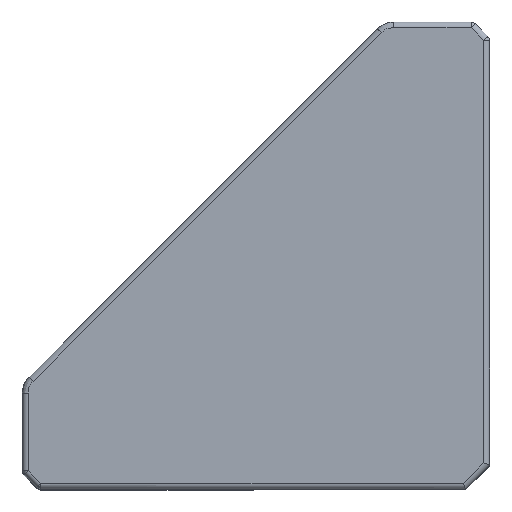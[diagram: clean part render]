
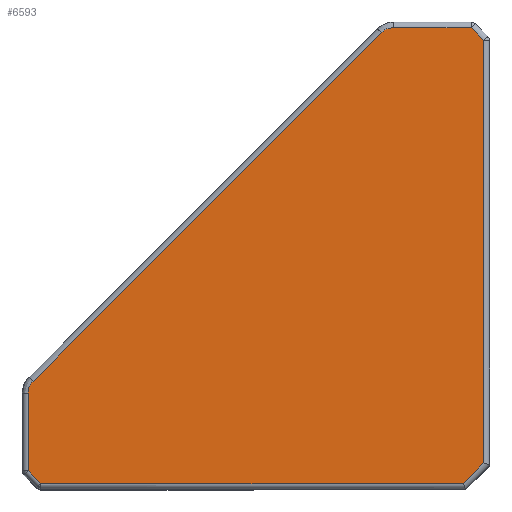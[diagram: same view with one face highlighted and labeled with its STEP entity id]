
A CAD part, top view. The second image highlights one B-rep face of the part: STEP entity #6593.
In plain terms, the highlighted planar face has unit normal (0, 0, 1).
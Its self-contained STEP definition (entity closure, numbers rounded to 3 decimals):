
#166 = DIRECTION ( 'NONE',  ( 1., 0., 0. ) ) ;
#177 = DIRECTION ( 'NONE',  ( 0., 0., 1. ) ) ;
#199 = CARTESIAN_POINT ( 'NONE',  ( -39.3, 8.5, 21. ) ) ;
#215 = PLANE ( 'NONE',  #2930 ) ;
#223 = VERTEX_POINT ( 'NONE', #4897 ) ;
#287 = CARTESIAN_POINT ( 'NONE',  ( -1.621, 40.8, 21. ) ) ;
#306 = VECTOR ( 'NONE', #390, 1000. ) ;
#390 = DIRECTION ( 'NONE',  ( -1., 0., 0. ) ) ;
#460 = DIRECTION ( 'NONE',  ( 0., -1., 0. ) ) ;
#559 = DIRECTION ( 'NONE',  ( 0.707, -0.707, 0. ) ) ;
#569 = CARTESIAN_POINT ( 'NONE',  ( -40.8, 1.621, 21. ) ) ;
#1077 = CARTESIAN_POINT ( 'NONE',  ( -2.328, 0.5, 21. ) ) ;
#1079 = VERTEX_POINT ( 'NONE', #1077 ) ;
#1234 = LINE ( 'NONE', #1730, #306 ) ;
#1278 = DIRECTION ( 'NONE',  ( -0.707, -0.707, 0. ) ) ;
#1293 = VERTEX_POINT ( 'NONE', #287 ) ;
#1322 = CARTESIAN_POINT ( 'NONE',  ( -9.561, 40.361, 21. ) ) ;
#1488 = VECTOR ( 'NONE', #1278, 1000. ) ;
#1490 = CARTESIAN_POINT ( 'NONE',  ( -40.8, 8.5, 21. ) ) ;
#1513 = CARTESIAN_POINT ( 'NONE',  ( -40.8, 8.699, 21. ) ) ;
#1525 = CARTESIAN_POINT ( 'NONE',  ( -40.762, 8.89, 21. ) ) ;
#1542 = CARTESIAN_POINT ( 'NONE',  ( -40.61, 9.258, 21. ) ) ;
#1553 = VERTEX_POINT ( 'NONE', #4295 ) ;
#1606 = CARTESIAN_POINT ( 'NONE',  ( -40.501, 9.42, 21. ) ) ;
#1698 = VECTOR ( 'NONE', #4582, 1000. ) ;
#1730 = CARTESIAN_POINT ( 'NONE',  ( -39.3, 0.5, 21. ) ) ;
#1746 = VERTEX_POINT ( 'NONE', #3995 ) ;
#1835 = EDGE_CURVE ( 'NONE', #1079, #1553, #3389, .T. ) ;
#1871 = VERTEX_POINT ( 'NONE', #3678 ) ;
#1889 = LINE ( 'NONE', #569, #4415 ) ;
#1925 = CARTESIAN_POINT ( 'NONE',  ( -40.361, 9.561, 21. ) ) ;
#2060 = CARTESIAN_POINT ( 'NONE',  ( -40.361, 9.561, 21. ) ) ;
#2140 = ORIENTED_EDGE ( 'NONE', *, *, #5230, .F. ) ;
#2307 = VERTEX_POINT ( 'NONE', #1925 ) ;
#2357 = EDGE_LOOP ( 'NONE', ( #4972, #4663, #4339, #3645, #2456, #5094, #4761, #2708, #5576, #2140 ) ) ;
#2456 = ORIENTED_EDGE ( 'NONE', *, *, #5662, .T. ) ;
#2671 = EDGE_CURVE ( 'NONE', #1079, #1746, #1234, .T. ) ;
#2708 = ORIENTED_EDGE ( 'NONE', *, *, #2671, .F. ) ;
#2930 = AXIS2_PLACEMENT_3D ( 'NONE', #199, #177, #166 ) ;
#3002 = DIRECTION ( 'NONE',  ( -0.707, 0.707, 0. ) ) ;
#3168 = VECTOR ( 'NONE', #3340, 1000. ) ;
#3340 = DIRECTION ( 'NONE',  ( 0., 1., 0. ) ) ;
#3389 = LINE ( 'NONE', #3671, #5760 ) ;
#3545 = FACE_OUTER_BOUND ( 'NONE', #2357, .T. ) ;
#3645 = ORIENTED_EDGE ( 'NONE', *, *, #4173, .T. ) ;
#3671 = CARTESIAN_POINT ( 'NONE',  ( -2.328, 0.5, 21. ) ) ;
#3678 = CARTESIAN_POINT ( 'NONE',  ( -8.5, 40.8, 21. ) ) ;
#3686 = DIRECTION ( 'NONE',  ( 0.707, 0.707, 0. ) ) ;
#3757 = CARTESIAN_POINT ( 'NONE',  ( -40.8, 8.5, 21. ) ) ;
#3977 = CARTESIAN_POINT ( 'NONE',  ( -0.5, 39.679, 21. ) ) ;
#3995 = CARTESIAN_POINT ( 'NONE',  ( -39.679, 0.5, 21. ) ) ;
#4028 = CARTESIAN_POINT ( 'NONE',  ( -0.5, 8.5, 21. ) ) ;
#4173 = EDGE_CURVE ( 'NONE', #4947, #2307, #5287, .T. ) ;
#4295 = CARTESIAN_POINT ( 'NONE',  ( -0.5, 2.328, 21. ) ) ;
#4339 = ORIENTED_EDGE ( 'NONE', *, *, #5562, .T. ) ;
#4384 = EDGE_CURVE ( 'NONE', #223, #1746, #1889, .T. ) ;
#4415 = VECTOR ( 'NONE', #559, 1000. ) ;
#4582 = DIRECTION ( 'NONE',  ( 1., 0., 0. ) ) ;
#4584 = B_SPLINE_CURVE_WITH_KNOTS ( 'NONE', 3,
 ( #2060, #1606, #1542, #1525, #1513, #1490 ),
 .UNSPECIFIED., .F., .F.,
 ( 4, 2, 4 ),
 ( 0., 0.5, 1. ),
 .UNSPECIFIED. ) ;
#4589 = LINE ( 'NONE', #4736, #1698 ) ;
#4663 = ORIENTED_EDGE ( 'NONE', *, *, #5570, .F. ) ;
#4736 = CARTESIAN_POINT ( 'NONE',  ( -39.3, 40.8, 21. ) ) ;
#4761 = ORIENTED_EDGE ( 'NONE', *, *, #4384, .T. ) ;
#4818 = B_SPLINE_CURVE_WITH_KNOTS ( 'NONE', 3,
 ( #5304, #5744, #5102, #5197, #5187, #5176 ),
 .UNSPECIFIED., .F., .F.,
 ( 4, 2, 4 ),
 ( 0., 0.5, 1. ),
 .UNSPECIFIED. ) ;
#4897 = CARTESIAN_POINT ( 'NONE',  ( -40.8, 1.621, 21. ) ) ;
#4911 = CARTESIAN_POINT ( 'NONE',  ( -0.5, 39.679, 21. ) ) ;
#4947 = VERTEX_POINT ( 'NONE', #5881 ) ;
#4952 = VERTEX_POINT ( 'NONE', #5871 ) ;
#4972 = ORIENTED_EDGE ( 'NONE', *, *, #5599, .T. ) ;
#5094 = ORIENTED_EDGE ( 'NONE', *, *, #5247, .F. ) ;
#5102 = CARTESIAN_POINT ( 'NONE',  ( -8.89, 40.762, 21. ) ) ;
#5121 = VERTEX_POINT ( 'NONE', #4911 ) ;
#5176 = CARTESIAN_POINT ( 'NONE',  ( -9.561, 40.361, 21. ) ) ;
#5187 = CARTESIAN_POINT ( 'NONE',  ( -9.42, 40.501, 21. ) ) ;
#5197 = CARTESIAN_POINT ( 'NONE',  ( -9.258, 40.61, 21. ) ) ;
#5230 = EDGE_CURVE ( 'NONE', #5121, #1553, #6379, .T. ) ;
#5247 = EDGE_CURVE ( 'NONE', #223, #4952, #5999, .T. ) ;
#5287 = LINE ( 'NONE', #1322, #1488 ) ;
#5304 = CARTESIAN_POINT ( 'NONE',  ( -8.5, 40.8, 21. ) ) ;
#5425 = LINE ( 'NONE', #3977, #6359 ) ;
#5562 = EDGE_CURVE ( 'NONE', #1871, #4947, #4818, .T. ) ;
#5570 = EDGE_CURVE ( 'NONE', #1871, #1293, #4589, .T. ) ;
#5576 = ORIENTED_EDGE ( 'NONE', *, *, #1835, .T. ) ;
#5599 = EDGE_CURVE ( 'NONE', #5121, #1293, #5425, .T. ) ;
#5662 = EDGE_CURVE ( 'NONE', #2307, #4952, #4584, .T. ) ;
#5744 = CARTESIAN_POINT ( 'NONE',  ( -8.699, 40.8, 21. ) ) ;
#5760 = VECTOR ( 'NONE', #3686, 1000. ) ;
#5871 = CARTESIAN_POINT ( 'NONE',  ( -40.8, 8.5, 21. ) ) ;
#5881 = CARTESIAN_POINT ( 'NONE',  ( -9.561, 40.361, 21. ) ) ;
#5944 = VECTOR ( 'NONE', #460, 1000. ) ;
#5999 = LINE ( 'NONE', #3757, #3168 ) ;
#6359 = VECTOR ( 'NONE', #3002, 1000. ) ;
#6379 = LINE ( 'NONE', #4028, #5944 ) ;
#6593 = ADVANCED_FACE ( 'NONE', ( #3545 ), #215, .T. ) ;
